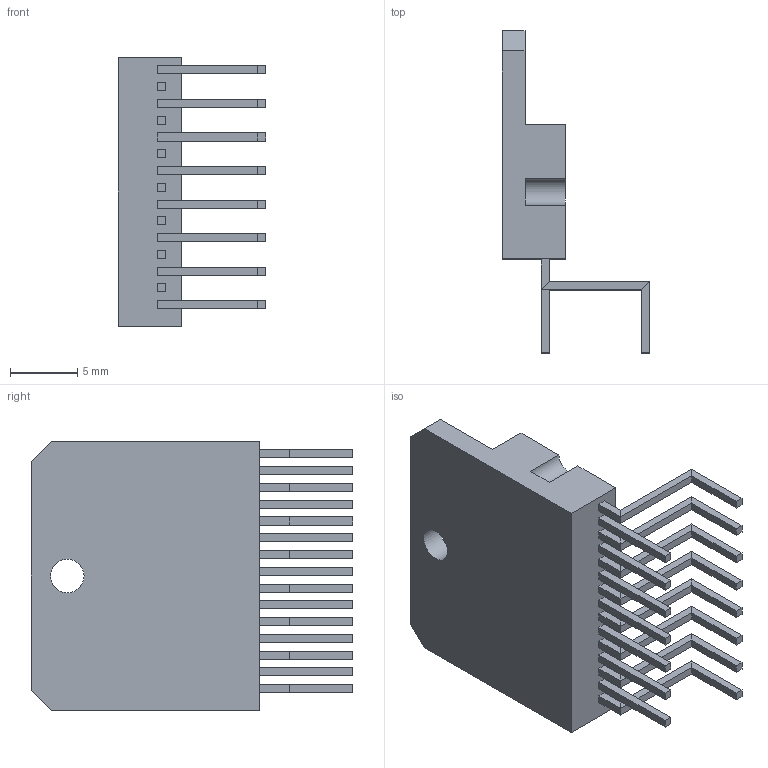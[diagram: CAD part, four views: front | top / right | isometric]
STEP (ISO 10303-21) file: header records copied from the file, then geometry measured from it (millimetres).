
FILE_DESCRIPTION(/* description */ (''),/* implementation_level */ '2;1');
FILE_NAME(/* name */ 'Transistor L298N.step',/* time_stamp */ '2019-11-20T10:18:13-06:00',/* author */ (''),/* organization */ (''),/* preprocessor_version */ 'ST-DEVELOPER v18',/* originating_system */ 'Autodesk Translation Framework v8.12.0.6',/* authorisation */ '');
FILE_SCHEMA (('AUTOMOTIVE_DESIGN { 1 0 10303 214 3 1 1 }'));
Length unit declared in the file: millimetre
Products named in the file (1): Transistor L298N
Bounding box: 11 x 24 x 20 mm (x, y, z)
Volume: 1209.2 mm3; surface area: 1426 mm2
Topology: 1 solids, 1 shells, 219 faces, 520 edges, 326 vertices
Faces by surface type: plane 184, bspline 32, cylinder 3
Full cylindrical faces by diameter (mm): 2.5 x1
Entity records: 7941 total; most frequent: CARTESIAN_POINT 3074, ORIENTED_EDGE 1040, DIRECTION 840, EDGE_CURVE 520, LINE 448, VECTOR 448, VERTEX_POINT 326, EDGE_LOOP 244
